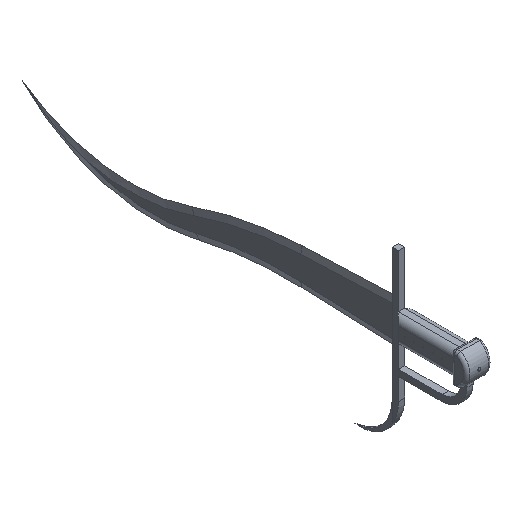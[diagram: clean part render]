
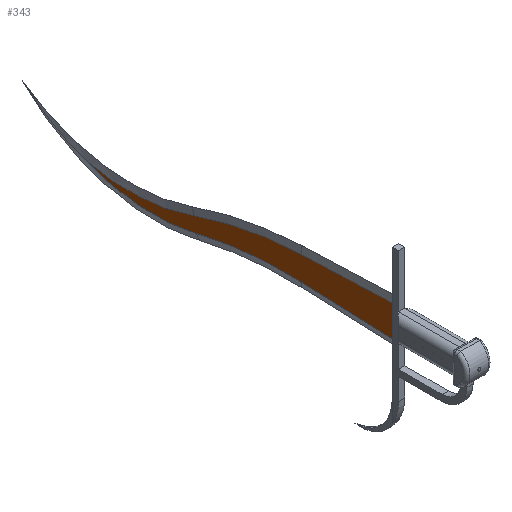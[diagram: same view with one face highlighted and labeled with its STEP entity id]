
A CAD part, isometric view. The second image highlights one B-rep face of the part: STEP entity #343.
In plain terms, the highlighted planar face has unit normal (-1, 0, 0).
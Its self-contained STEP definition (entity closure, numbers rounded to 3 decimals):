
#143 = VERTEX_POINT('',#144);
#144 = CARTESIAN_POINT('',(0.,494.603,-23.383));
#151 = EDGE_CURVE('',#143,#152,#154,.T.);
#152 = VERTEX_POINT('',#153);
#153 = CARTESIAN_POINT('',(0.,322.291,-13.749));
#154 = CIRCLE('',#155,310.);
#155 = AXIS2_PLACEMENT_3D('',#156,#157,#158);
#156 = CARTESIAN_POINT('',(0.,425.067,278.718)
  );
#157 = DIRECTION('',(-1.,0.,0.));
#158 = DIRECTION('',(0.,0.413,-0.911));
#242 = EDGE_CURVE('',#152,#243,#245,.T.);
#243 = VERTEX_POINT('',#244);
#244 = CARTESIAN_POINT('',(0.,149.611,19.174));
#245 = CIRCLE('',#246,590.);
#246 = AXIS2_PLACEMENT_3D('',#247,#248,#249);
#247 = CARTESIAN_POINT('',(0.,126.684,-570.38));
#248 = DIRECTION('',(1.,0.,0.));
#249 = DIRECTION('',(0.,0.332,0.943)
  );
#322 = EDGE_CURVE('',#323,#143,#325,.T.);
#323 = VERTEX_POINT('',#324);
#324 = CARTESIAN_POINT('',(0.,317.763,-36.063));
#325 = CIRCLE('',#326,290.);
#326 = AXIS2_PLACEMENT_3D('',#327,#328,#329);
#327 = CARTESIAN_POINT('',(0.,386.435,245.689)
  );
#328 = DIRECTION('',(1.,0.,0.));
#329 = DIRECTION('',(0.,-0.237,-0.972)
  );
#343 = ADVANCED_FACE('',(#344,#420,#431,#442,#453,#464),#475,.T.);
#344 = FACE_BOUND('',#345,.T.);
#345 = EDGE_LOOP('',(#346,#347,#356,#364,#372,#380,#388,#396,#404,#412,
    #418,#419));
#346 = ORIENTED_EDGE('',*,*,#322,.F.);
#347 = ORIENTED_EDGE('',*,*,#348,.F.);
#348 = EDGE_CURVE('',#349,#323,#351,.T.);
#349 = VERTEX_POINT('',#350);
#350 = CARTESIAN_POINT('',(0.,149.611,-19.174));
#351 = CIRCLE('',#352,610.);
#352 = AXIS2_PLACEMENT_3D('',#353,#354,#355);
#353 = CARTESIAN_POINT('',(0.,173.316,-628.713));
#354 = DIRECTION('',(-1.,0.,0.));
#355 = DIRECTION('',(0.,-0.039,
    0.999));
#356 = ORIENTED_EDGE('',*,*,#357,.F.);
#357 = EDGE_CURVE('',#358,#349,#360,.T.);
#358 = VERTEX_POINT('',#359);
#359 = CARTESIAN_POINT('',(0.,0.,-24.992));
#360 = LINE('',#361,#362);
#361 = CARTESIAN_POINT('',(0.,-0.389,-25.008));
#362 = VECTOR('',#363,1.);
#363 = DIRECTION('',(0.,0.999,0.039));
#364 = ORIENTED_EDGE('',*,*,#365,.F.);
#365 = EDGE_CURVE('',#366,#358,#368,.T.);
#366 = VERTEX_POINT('',#367);
#367 = CARTESIAN_POINT('',(0.,0.,-10.));
#368 = LINE('',#369,#370);
#369 = CARTESIAN_POINT('',(0.,0.,35.));
#370 = VECTOR('',#371,1.);
#371 = DIRECTION('',(0.,0.,-1.));
#372 = ORIENTED_EDGE('',*,*,#373,.F.);
#373 = EDGE_CURVE('',#374,#366,#376,.T.);
#374 = VERTEX_POINT('',#375);
#375 = CARTESIAN_POINT('',(0.,-110.,-10.));
#376 = LINE('',#377,#378);
#377 = CARTESIAN_POINT('',(0.,-110.,-10.));
#378 = VECTOR('',#379,1.);
#379 = DIRECTION('',(0.,1.,0.));
#380 = ORIENTED_EDGE('',*,*,#381,.F.);
#381 = EDGE_CURVE('',#382,#374,#384,.T.);
#382 = VERTEX_POINT('',#383);
#383 = CARTESIAN_POINT('',(0.,-110.,0.));
#384 = LINE('',#385,#386);
#385 = CARTESIAN_POINT('',(0.,-110.,10.));
#386 = VECTOR('',#387,1.);
#387 = DIRECTION('',(0.,0.,-1.));
#388 = ORIENTED_EDGE('',*,*,#389,.F.);
#389 = EDGE_CURVE('',#390,#382,#392,.T.);
#390 = VERTEX_POINT('',#391);
#391 = CARTESIAN_POINT('',(0.,-110.,10.));
#392 = LINE('',#393,#394);
#393 = CARTESIAN_POINT('',(0.,-110.,10.));
#394 = VECTOR('',#395,1.);
#395 = DIRECTION('',(0.,0.,-1.));
#396 = ORIENTED_EDGE('',*,*,#397,.F.);
#397 = EDGE_CURVE('',#398,#390,#400,.T.);
#398 = VERTEX_POINT('',#399);
#399 = CARTESIAN_POINT('',(0.,0.,10.));
#400 = LINE('',#401,#402);
#401 = CARTESIAN_POINT('',(0.,0.,10.));
#402 = VECTOR('',#403,1.);
#403 = DIRECTION('',(0.,-1.,0.));
#404 = ORIENTED_EDGE('',*,*,#405,.F.);
#405 = EDGE_CURVE('',#406,#398,#408,.T.);
#406 = VERTEX_POINT('',#407);
#407 = CARTESIAN_POINT('',(0.,0.,24.992));
#408 = LINE('',#409,#410);
#409 = CARTESIAN_POINT('',(0.,0.,35.));
#410 = VECTOR('',#411,1.);
#411 = DIRECTION('',(0.,0.,-1.));
#412 = ORIENTED_EDGE('',*,*,#413,.F.);
#413 = EDGE_CURVE('',#243,#406,#414,.T.);
#414 = LINE('',#415,#416);
#415 = CARTESIAN_POINT('',(0.,149.611,19.174)
  );
#416 = VECTOR('',#417,1.);
#417 = DIRECTION('',(0.,-0.999,0.039));
#418 = ORIENTED_EDGE('',*,*,#242,.F.);
#419 = ORIENTED_EDGE('',*,*,#151,.F.);
#420 = FACE_BOUND('',#421,.T.);
#421 = EDGE_LOOP('',(#422));
#422 = ORIENTED_EDGE('',*,*,#423,.T.);
#423 = EDGE_CURVE('',#424,#424,#426,.T.);
#424 = VERTEX_POINT('',#425);
#425 = CARTESIAN_POINT('',(0.,-29.,0.));
#426 = CIRCLE('',#427,1.);
#427 = AXIS2_PLACEMENT_3D('',#428,#429,#430);
#428 = CARTESIAN_POINT('',(0.,-30.,0.));
#429 = DIRECTION('',(1.,0.,0.));
#430 = DIRECTION('',(0.,1.,0.));
#431 = FACE_BOUND('',#432,.T.);
#432 = EDGE_LOOP('',(#433));
#433 = ORIENTED_EDGE('',*,*,#434,.T.);
#434 = EDGE_CURVE('',#435,#435,#437,.T.);
#435 = VERTEX_POINT('',#436);
#436 = CARTESIAN_POINT('',(0.,-44.,0.));
#437 = CIRCLE('',#438,1.);
#438 = AXIS2_PLACEMENT_3D('',#439,#440,#441);
#439 = CARTESIAN_POINT('',(0.,-45.,0.));
#440 = DIRECTION('',(1.,0.,0.));
#441 = DIRECTION('',(0.,1.,0.));
#442 = FACE_BOUND('',#443,.T.);
#443 = EDGE_LOOP('',(#444));
#444 = ORIENTED_EDGE('',*,*,#445,.T.);
#445 = EDGE_CURVE('',#446,#446,#448,.T.);
#446 = VERTEX_POINT('',#447);
#447 = CARTESIAN_POINT('',(0.,-59.,0.));
#448 = CIRCLE('',#449,1.);
#449 = AXIS2_PLACEMENT_3D('',#450,#451,#452);
#450 = CARTESIAN_POINT('',(0.,-60.,0.));
#451 = DIRECTION('',(1.,0.,0.));
#452 = DIRECTION('',(0.,1.,0.));
#453 = FACE_BOUND('',#454,.T.);
#454 = EDGE_LOOP('',(#455));
#455 = ORIENTED_EDGE('',*,*,#456,.T.);
#456 = EDGE_CURVE('',#457,#457,#459,.T.);
#457 = VERTEX_POINT('',#458);
#458 = CARTESIAN_POINT('',(0.,-74.,0.));
#459 = CIRCLE('',#460,1.);
#460 = AXIS2_PLACEMENT_3D('',#461,#462,#463);
#461 = CARTESIAN_POINT('',(0.,-75.,0.));
#462 = DIRECTION('',(1.,0.,0.));
#463 = DIRECTION('',(0.,1.,0.));
#464 = FACE_BOUND('',#465,.T.);
#465 = EDGE_LOOP('',(#466));
#466 = ORIENTED_EDGE('',*,*,#467,.T.);
#467 = EDGE_CURVE('',#468,#468,#470,.T.);
#468 = VERTEX_POINT('',#469);
#469 = CARTESIAN_POINT('',(0.,-89.,0.));
#470 = CIRCLE('',#471,1.);
#471 = AXIS2_PLACEMENT_3D('',#472,#473,#474);
#472 = CARTESIAN_POINT('',(0.,-90.,0.));
#473 = DIRECTION('',(1.,0.,0.));
#474 = DIRECTION('',(0.,1.,0.));
#475 = PLANE('',#476);
#476 = AXIS2_PLACEMENT_3D('',#477,#478,#479);
#477 = CARTESIAN_POINT('',(0.,239.243,-8.187));
#478 = DIRECTION('',(-1.,0.,0.));
#479 = DIRECTION('',(0.,-1.,0.));
